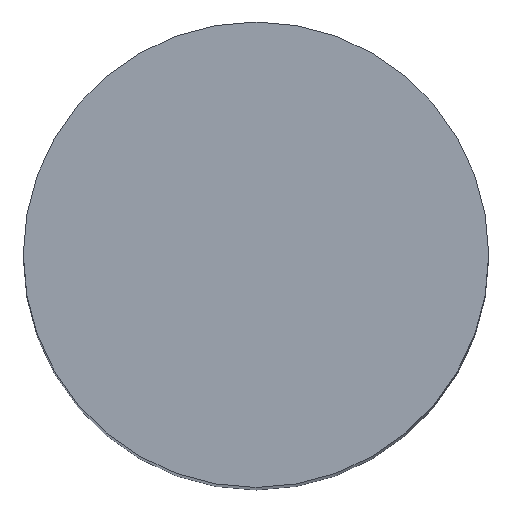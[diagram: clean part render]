
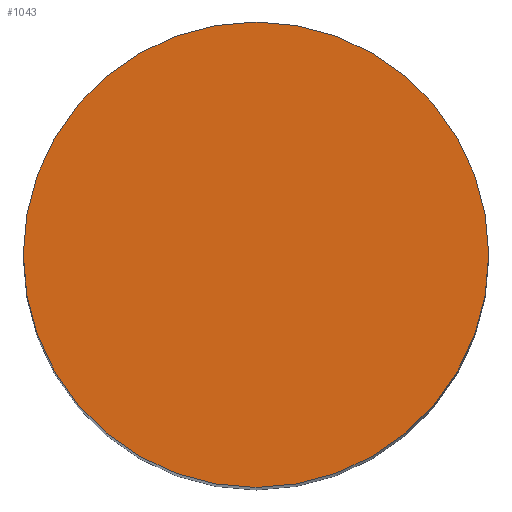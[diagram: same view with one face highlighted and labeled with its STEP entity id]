
A CAD part, top view. The second image highlights one B-rep face of the part: STEP entity #1043.
In plain terms, the highlighted planar face has unit normal (0, 0, 1).
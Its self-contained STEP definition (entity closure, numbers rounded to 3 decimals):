
#43 = CIRCLE ( 'NONE', #450, 25.25 ) ;
#229 = CARTESIAN_POINT ( 'NONE',  ( 0., 0., 200. ) ) ;
#260 = AXIS2_PLACEMENT_3D ( 'NONE', #2007, #429, #1079 ) ;
#310 = CARTESIAN_POINT ( 'NONE',  ( -25.25, 0., 200. ) ) ;
#340 = CIRCLE ( 'NONE', #1179, 25.25 ) ;
#429 = DIRECTION ( 'NONE',  ( 0., 0., 1. ) ) ;
#450 = AXIS2_PLACEMENT_3D ( 'NONE', #2808, #734, #2770 ) ;
#731 = EDGE_CURVE ( 'NONE', #1837, #2200, #43, .T. ) ;
#734 = DIRECTION ( 'NONE',  ( 0., 0., -1. ) ) ;
#845 = CARTESIAN_POINT ( 'NONE',  ( 25.25, 0., 200. ) ) ;
#880 = PLANE ( 'NONE',  #260 ) ;
#1043 = ADVANCED_FACE ( 'NONE', ( #2040 ), #880, .T. ) ;
#1079 = DIRECTION ( 'NONE',  ( 1., 0., 0. ) ) ;
#1179 = AXIS2_PLACEMENT_3D ( 'NONE', #229, #2292, #2768 ) ;
#1837 = VERTEX_POINT ( 'NONE', #845 ) ;
#1917 = ORIENTED_EDGE ( 'NONE', *, *, #731, .F. ) ;
#1925 = EDGE_CURVE ( 'NONE', #2200, #1837, #340, .T. ) ;
#2007 = CARTESIAN_POINT ( 'NONE',  ( 0., 25.25, 200. ) ) ;
#2013 = EDGE_LOOP ( 'NONE', ( #2136, #1917 ) ) ;
#2040 = FACE_OUTER_BOUND ( 'NONE', #2013, .T. ) ;
#2136 = ORIENTED_EDGE ( 'NONE', *, *, #1925, .F. ) ;
#2200 = VERTEX_POINT ( 'NONE', #310 ) ;
#2292 = DIRECTION ( 'NONE',  ( 0., 0., -1. ) ) ;
#2768 = DIRECTION ( 'NONE',  ( -1., 0., 0. ) ) ;
#2770 = DIRECTION ( 'NONE',  ( -1., 0., 0. ) ) ;
#2808 = CARTESIAN_POINT ( 'NONE',  ( 0., 0., 200. ) ) ;
